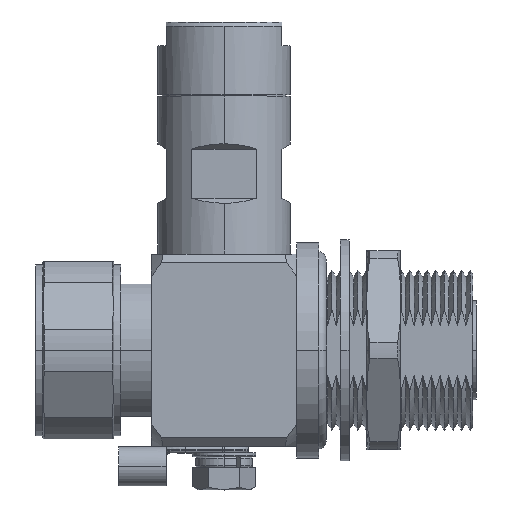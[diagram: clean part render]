
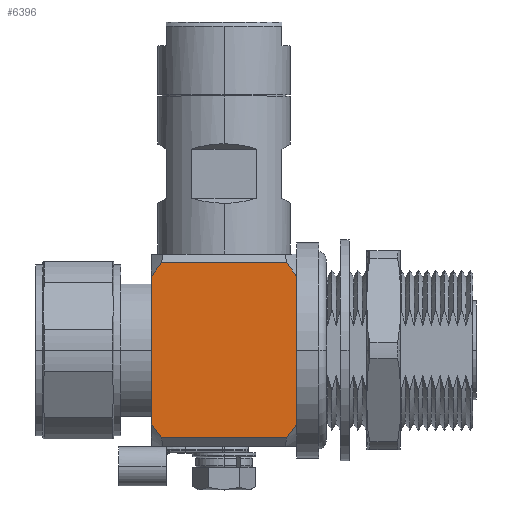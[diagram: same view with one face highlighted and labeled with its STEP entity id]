
A CAD part, top view. The second image highlights one B-rep face of the part: STEP entity #6396.
In plain terms, the highlighted planar face has unit normal (0, 0, 1).
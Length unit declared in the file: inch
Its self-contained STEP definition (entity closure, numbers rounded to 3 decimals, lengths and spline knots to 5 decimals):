
#176 = ORIENTED_EDGE ( 'NONE', *, *, #10216, .F. ) ;
#177 = ORIENTED_EDGE ( 'NONE', *, *, #10217, .T. ) ;
#178 = ORIENTED_EDGE ( 'NONE', *, *, #10218, .F. ) ;
#179 = ORIENTED_EDGE ( 'NONE', *, *, #10413, .T. ) ;
#180 = ORIENTED_EDGE ( 'NONE', *, *, #10220, .F. ) ;
#181 = ORIENTED_EDGE ( 'NONE', *, *, #10221, .T. ) ;
#182 = ORIENTED_EDGE ( 'NONE', *, *, #10223, .F. ) ;
#183 = ORIENTED_EDGE ( 'NONE', *, *, #10224, .F. ) ;
#379 = VERTEX_POINT ( 'NONE', #10159 ) ;
#1048 = AXIS2_PLACEMENT_3D ( 'NONE', #11758, #11792, #11962 ) ;
#2325 = LINE ( 'NONE', #13721, #2335 ) ;
#2335 = VECTOR ( 'NONE', #13719, 39.37008 ) ;
#2338 = LINE ( 'NONE', #13709, #2339 ) ;
#2339 = VECTOR ( 'NONE', #13708, 39.37008 ) ;
#2341 = LINE ( 'NONE', #13696, #2342 ) ;
#2342 = VECTOR ( 'NONE', #13695, 39.37008 ) ;
#2594 = LINE ( 'NONE', #4390, #2598 ) ;
#2598 = VECTOR ( 'NONE', #4462, 39.37008 ) ;
#4390 = CARTESIAN_POINT ( 'NONE',  ( -1.19, 1.3675, 0.548 ) ) ;
#4462 = DIRECTION ( 'NONE',  ( 0., -1., 0. ) ) ;
#5491 = FACE_OUTER_BOUND ( 'NONE', #9487, .T. ) ;
#6396 = ADVANCED_FACE ( 'NONE', ( #5491 ), #11828, .F. ) ;
#6701 = CARTESIAN_POINT ( 'NONE',  ( -1.19, 0.15933, 0.548 ) ) ;
#6741 = CARTESIAN_POINT ( 'NONE',  ( -0.22878, 1.3075, 0.548 ) ) ;
#6748 = CARTESIAN_POINT ( 'NONE',  ( -1.11822, 1.3075, 0.548 ) ) ;
#7279 = B_SPLINE_CURVE_WITH_KNOTS ( 'NONE', 3,
 ( #13729, #13730, #13723, #13722 ),
 .UNSPECIFIED., .F., .F.,
 ( 4, 4 ),
 ( 0.03011, 0.03324 ),
 .UNSPECIFIED. ) ;
#7280 = B_SPLINE_CURVE_WITH_KNOTS ( 'NONE', 3,
 ( #13720, #13724, #13717, #13716 ),
 .UNSPECIFIED., .F., .F.,
 ( 4, 4 ),
 ( 0.06221, 0.06531 ),
 .UNSPECIFIED. ) ;
#7281 = B_SPLINE_CURVE_WITH_KNOTS ( 'NONE', 3,
 ( #13714, #13718, #13711, #13710 ),
 .UNSPECIFIED., .F., .F.,
 ( 4, 4 ),
 ( 0.03011, 0.03324 ),
 .UNSPECIFIED. ) ;
#7282 = B_SPLINE_CURVE_WITH_KNOTS ( 'NONE', 3,
 ( #13704, #13706, #13698, #13697 ),
 .UNSPECIFIED., .F., .F.,
 ( 4, 4 ),
 ( 0.06221, 0.06531 ),
 .UNSPECIFIED. ) ;
#9487 = EDGE_LOOP ( 'NONE', ( #176, #177, #178, #179, #180, #181, #182, #183 ) ) ;
#9737 = VERTEX_POINT ( 'NONE', #6748 ) ;
#9740 = VERTEX_POINT ( 'NONE', #6741 ) ;
#9774 = VERTEX_POINT ( 'NONE', #6701 ) ;
#9809 = VERTEX_POINT ( 'NONE', #13920 ) ;
#9862 = VERTEX_POINT ( 'NONE', #13804 ) ;
#9888 = VERTEX_POINT ( 'NONE', #13915 ) ;
#9916 = VERTEX_POINT ( 'NONE', #13883 ) ;
#10159 = CARTESIAN_POINT ( 'NONE',  ( -1.19, 1.20817, 0.548 ) ) ;
#10216 = EDGE_CURVE ( 'NONE', #9740, #9809, #7279, .T. ) ;
#10217 = EDGE_CURVE ( 'NONE', #9740, #9737, #2325, .T. ) ;
#10218 = EDGE_CURVE ( 'NONE', #379, #9737, #7280, .T. ) ;
#10220 = EDGE_CURVE ( 'NONE', #9916, #9774, #7281, .T. ) ;
#10221 = EDGE_CURVE ( 'NONE', #9916, #9888, #2338, .T. ) ;
#10223 = EDGE_CURVE ( 'NONE', #9862, #9888, #7282, .T. ) ;
#10224 = EDGE_CURVE ( 'NONE', #9809, #9862, #2341, .T. ) ;
#10413 = EDGE_CURVE ( 'NONE', #379, #9774, #2594, .T. ) ;
#11758 = CARTESIAN_POINT ( 'NONE',  ( -0.157, 1.3675, 0.548 ) ) ;
#11792 = DIRECTION ( 'NONE',  ( 0., 0., -1. ) ) ;
#11828 = PLANE ( 'NONE',  #1048 ) ;
#11962 = DIRECTION ( 'NONE',  ( -1., 0., 0. ) ) ;
#13695 = DIRECTION ( 'NONE',  ( 0., -1., 0. ) ) ;
#13696 = CARTESIAN_POINT ( 'NONE',  ( -0.157, 1.3675, 0.548 ) ) ;
#13697 = CARTESIAN_POINT ( 'NONE',  ( -0.22878, 0.06, 0.548 ) ) ;
#13698 = CARTESIAN_POINT ( 'NONE',  ( -0.20428, 0.09262, 0.548 ) ) ;
#13704 = CARTESIAN_POINT ( 'NONE',  ( -0.157, 0.15933, 0.548 ) ) ;
#13706 = CARTESIAN_POINT ( 'NONE',  ( -0.18027, 0.12567, 0.548 ) ) ;
#13708 = DIRECTION ( 'NONE',  ( 1., 0., 0. ) ) ;
#13709 = CARTESIAN_POINT ( 'NONE',  ( -0.27475, 0.06, 0.548 ) ) ;
#13710 = CARTESIAN_POINT ( 'NONE',  ( -1.19, 0.15933, 0.548 ) ) ;
#13711 = CARTESIAN_POINT ( 'NONE',  ( -1.16677, 0.12573, 0.548 ) ) ;
#13714 = CARTESIAN_POINT ( 'NONE',  ( -1.11822, 0.06, 0.548 ) ) ;
#13716 = CARTESIAN_POINT ( 'NONE',  ( -1.11822, 1.3075, 0.548 ) ) ;
#13717 = CARTESIAN_POINT ( 'NONE',  ( -1.14272, 1.27488, 0.548 ) ) ;
#13718 = CARTESIAN_POINT ( 'NONE',  ( -1.14276, 0.09267, 0.548 ) ) ;
#13719 = DIRECTION ( 'NONE',  ( -1., 0., 0. ) ) ;
#13720 = CARTESIAN_POINT ( 'NONE',  ( -1.19, 1.20817, 0.548 ) ) ;
#13721 = CARTESIAN_POINT ( 'NONE',  ( -0.157, 1.3075, 0.548 ) ) ;
#13722 = CARTESIAN_POINT ( 'NONE',  ( -0.157, 1.20817, 0.548 ) ) ;
#13723 = CARTESIAN_POINT ( 'NONE',  ( -0.18023, 1.24177, 0.548 ) ) ;
#13724 = CARTESIAN_POINT ( 'NONE',  ( -1.16673, 1.24183, 0.548 ) ) ;
#13729 = CARTESIAN_POINT ( 'NONE',  ( -0.22878, 1.3075, 0.548 ) ) ;
#13730 = CARTESIAN_POINT ( 'NONE',  ( -0.20424, 1.27483, 0.548 ) ) ;
#13804 = CARTESIAN_POINT ( 'NONE',  ( -0.157, 0.15933, 0.548 ) ) ;
#13883 = CARTESIAN_POINT ( 'NONE',  ( -1.11822, 0.06, 0.548 ) ) ;
#13915 = CARTESIAN_POINT ( 'NONE',  ( -0.22878, 0.06, 0.548 ) ) ;
#13920 = CARTESIAN_POINT ( 'NONE',  ( -0.157, 1.20817, 0.548 ) ) ;
